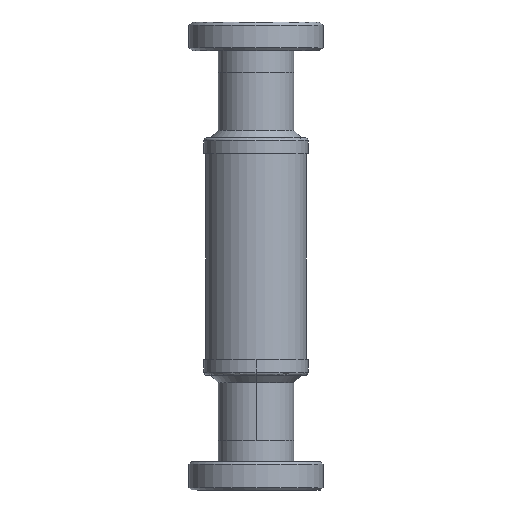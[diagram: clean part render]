
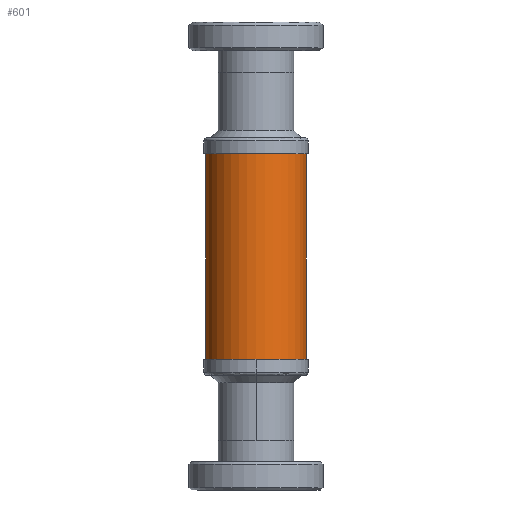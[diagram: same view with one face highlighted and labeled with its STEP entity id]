
A CAD part, front view. The second image highlights one B-rep face of the part: STEP entity #601.
In plain terms, the highlighted cylindrical face has radius 12.7 mm (diameter 25.4 mm), a partial arc.
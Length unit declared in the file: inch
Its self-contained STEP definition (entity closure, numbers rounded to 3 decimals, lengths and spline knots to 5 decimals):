
#9 = CIRCLE ( 'NONE', #863, 0.5 ) ;
#155 = VECTOR ( 'NONE', #2341, 39.37008 ) ;
#183 = LINE ( 'NONE', #2342, #155 ) ;
#358 = CIRCLE ( 'NONE', #862, 0.5 ) ;
#455 = EDGE_CURVE ( 'NONE', #3951, #3252, #9, .T. ) ;
#456 = EDGE_CURVE ( 'NONE', #3328, #3266, #358, .T. ) ;
#468 = EDGE_CURVE ( 'NONE', #3951, #3266, #183, .T. ) ;
#601 = ADVANCED_FACE ( 'NONE', ( #3850 ), #3837, .T. ) ;
#862 = AXIS2_PLACEMENT_3D ( 'NONE', #2375, #2374, #2373 ) ;
#863 = AXIS2_PLACEMENT_3D ( 'NONE', #2379, #2378, #2377 ) ;
#1000 = CARTESIAN_POINT ( 'NONE',  ( -0.5, 0., 0.059 ) ) ;
#1087 = CARTESIAN_POINT ( 'NONE',  ( 0.5, 0., 0.059 ) ) ;
#1111 = CARTESIAN_POINT ( 'NONE',  ( -0.5, 0., 2.17133 ) ) ;
#1144 = CARTESIAN_POINT ( 'NONE',  ( 0.5, 0., 2.17133 ) ) ;
#1647 = DIRECTION ( 'NONE',  ( 0., 0., -1. ) ) ;
#1663 = CARTESIAN_POINT ( 'NONE',  ( -0.5, 0., 2.3 ) ) ;
#1771 = EDGE_CURVE ( 'NONE', #3252, #3328, #3585, .T. ) ;
#2341 = DIRECTION ( 'NONE',  ( 0., 0., -1. ) ) ;
#2342 = CARTESIAN_POINT ( 'NONE',  ( 0.5, 0., 2.3 ) ) ;
#2373 = DIRECTION ( 'NONE',  ( -1., 0., 0. ) ) ;
#2374 = DIRECTION ( 'NONE',  ( 0., 0., 1. ) ) ;
#2375 = CARTESIAN_POINT ( 'NONE',  ( 0., 0., 0.059 ) ) ;
#2377 = DIRECTION ( 'NONE',  ( -1., 0., 0. ) ) ;
#2378 = DIRECTION ( 'NONE',  ( 0., 0., -1. ) ) ;
#2379 = CARTESIAN_POINT ( 'NONE',  ( 0., 0., 2.17133 ) ) ;
#3209 = EDGE_LOOP ( 'NONE', ( #4206, #4221, #4176, #4045 ) ) ;
#3252 = VERTEX_POINT ( 'NONE', #1111 ) ;
#3266 = VERTEX_POINT ( 'NONE', #1087 ) ;
#3328 = VERTEX_POINT ( 'NONE', #1000 ) ;
#3579 = VECTOR ( 'NONE', #1647, 39.37008 ) ;
#3585 = LINE ( 'NONE', #1663, #3579 ) ;
#3837 = CYLINDRICAL_SURFACE ( 'NONE', #4290, 0.5 ) ;
#3850 = FACE_OUTER_BOUND ( 'NONE', #3209, .T. ) ;
#3951 = VERTEX_POINT ( 'NONE', #1144 ) ;
#4045 = ORIENTED_EDGE ( 'NONE', *, *, #456, .T. ) ;
#4176 = ORIENTED_EDGE ( 'NONE', *, *, #1771, .T. ) ;
#4206 = ORIENTED_EDGE ( 'NONE', *, *, #468, .F. ) ;
#4221 = ORIENTED_EDGE ( 'NONE', *, *, #455, .T. ) ;
#4290 = AXIS2_PLACEMENT_3D ( 'NONE', #4458, #4456, #4469 ) ;
#4456 = DIRECTION ( 'NONE',  ( 0., 0., -1. ) ) ;
#4458 = CARTESIAN_POINT ( 'NONE',  ( 0., 0., 2.3 ) ) ;
#4469 = DIRECTION ( 'NONE',  ( -1., 0., 0. ) ) ;
